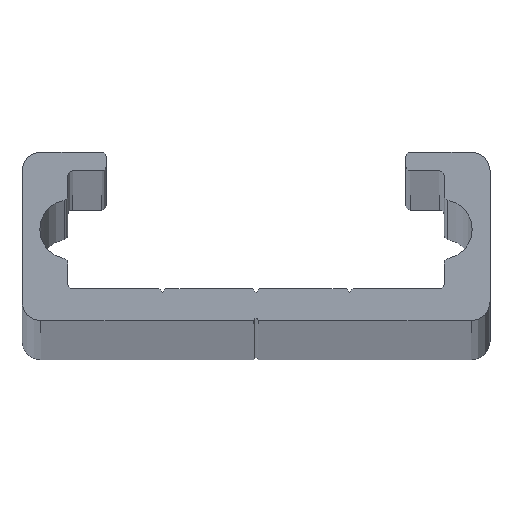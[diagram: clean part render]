
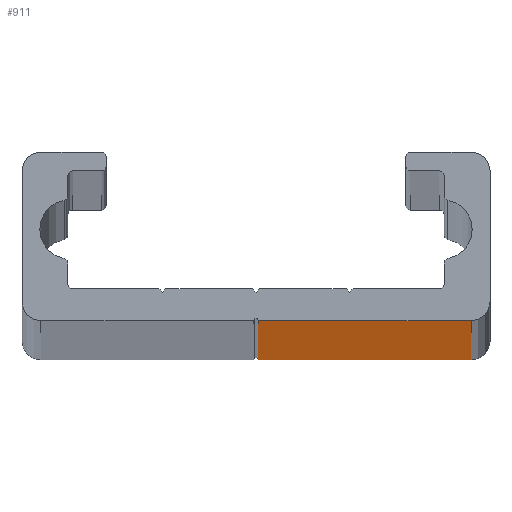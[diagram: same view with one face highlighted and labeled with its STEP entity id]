
A CAD part, top view. The second image highlights one B-rep face of the part: STEP entity #911.
In plain terms, the highlighted planar face has unit normal (0, -1, 0).
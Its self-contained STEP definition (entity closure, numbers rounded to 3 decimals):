
#25=PLANE('',#1014);
#63=FACE_OUTER_BOUND('',#108,.T.);
#108=EDGE_LOOP('',(#735,#736,#737,#738));
#150=LINE('',#1369,#241);
#163=LINE('',#1419,#254);
#200=LINE('',#1513,#291);
#201=LINE('',#1515,#292);
#241=VECTOR('',#1092,10.);
#254=VECTOR('',#1135,10.);
#291=VECTOR('',#1230,10.);
#292=VECTOR('',#1233,10.);
#384=VERTEX_POINT('',#1366);
#385=VERTEX_POINT('',#1368);
#406=VERTEX_POINT('',#1416);
#407=VERTEX_POINT('',#1418);
#471=EDGE_CURVE('',#384,#385,#150,.T.);
#496=EDGE_CURVE('',#406,#407,#163,.T.);
#544=EDGE_CURVE('',#406,#385,#200,.T.);
#545=EDGE_CURVE('',#407,#384,#201,.T.);
#735=ORIENTED_EDGE('',*,*,#544,.T.);
#736=ORIENTED_EDGE('',*,*,#471,.F.);
#737=ORIENTED_EDGE('',*,*,#545,.F.);
#738=ORIENTED_EDGE('',*,*,#496,.F.);
#911=ADVANCED_FACE('',(#63),#25,.T.);
#1014=AXIS2_PLACEMENT_3D('',#1514,#1231,#1232);
#1092=DIRECTION('',(1.,0.,0.));
#1135=DIRECTION('',(-1.,0.,0.));
#1230=DIRECTION('',(0.,0.,1.));
#1231=DIRECTION('center_axis',(0.,-1.,0.));
#1232=DIRECTION('ref_axis',(1.,0.,0.));
#1233=DIRECTION('',(0.,0.,1.));
#1366=CARTESIAN_POINT('',(0.25,0.,1200.));
#1368=CARTESIAN_POINT('',(23.,0.,1200.));
#1369=CARTESIAN_POINT('',(0.25,0.,1200.));
#1416=CARTESIAN_POINT('',(23.,0.,-1200.));
#1418=CARTESIAN_POINT('',(0.25,0.,-1200.));
#1419=CARTESIAN_POINT('',(0.25,0.,-1200.));
#1513=CARTESIAN_POINT('',(23.,0.,0.));
#1514=CARTESIAN_POINT('Origin',(0.25,0.,
0.));
#1515=CARTESIAN_POINT('',(0.25,0.,0.));
